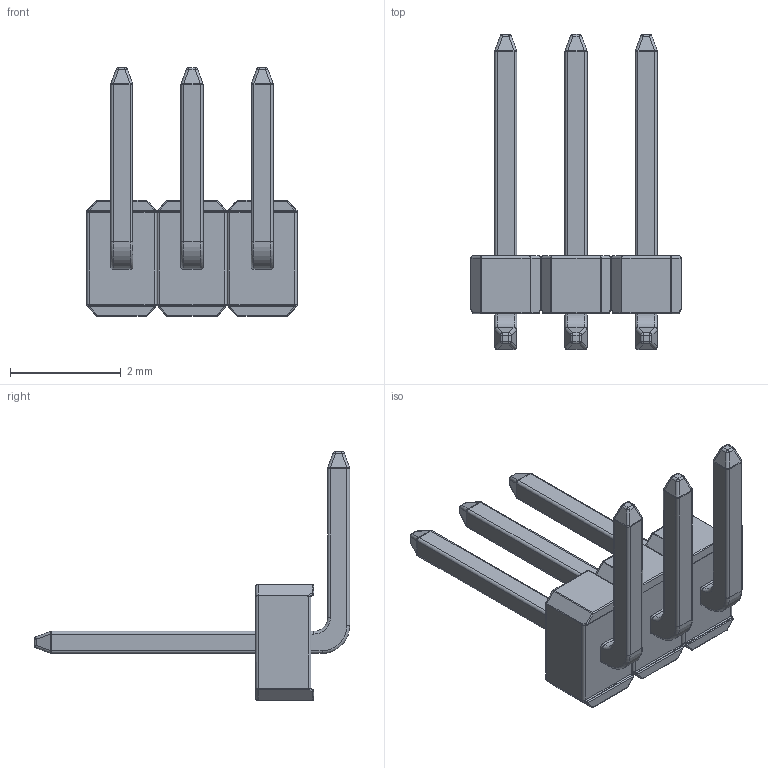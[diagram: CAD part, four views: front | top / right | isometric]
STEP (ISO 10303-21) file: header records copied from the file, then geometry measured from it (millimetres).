
FILE_DESCRIPTION (( 'STEP AP214' ), '1' );
FILE_NAME ('M50-3930342.STEP', '2018-01-16T19:52:45', ( '' ), ( '' ), 'SwSTEP 2.0', 'SolidWorks 2014', '' );
FILE_SCHEMA (( 'AUTOMOTIVE_DESIGN' ));
Length unit declared in the file: millimetre
Products named in the file (2): M50-3930342; M50-393-Pin
Assembly tree (3 placements, depth 2):
  M50-3930342
    M50-393-Pin  x3
Bounding box: 3.81 x 5.7 x 4.5 mm (x, y, z)
Volume: 11.4 mm3; surface area: 68.5 mm2
Topology: 3 solids, 3 shells, 450 faces, 1020 edges, 510 vertices
Faces by surface type: cylinder 210, plane 102, sphere 72, bspline 36, torus 30
Entity records: 5513 total; most frequent: CARTESIAN_POINT 1164, DIRECTION 696, ORIENTED_EDGE 632, EDGE_CURVE 316, AXIS2_PLACEMENT_3D 274, VERTEX_POINT 170, EDGE_LOOP 152, ADVANCED_FACE 150
